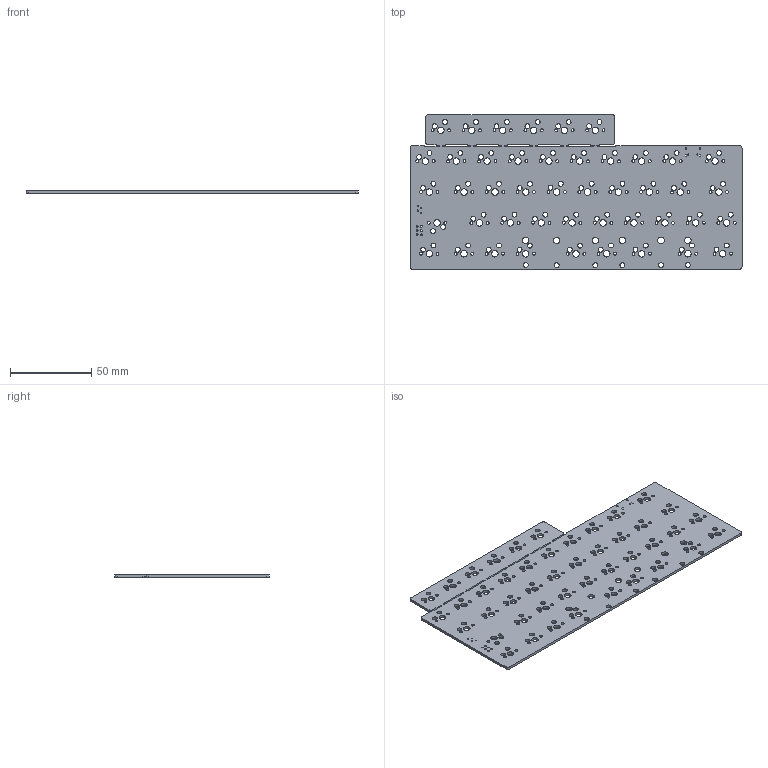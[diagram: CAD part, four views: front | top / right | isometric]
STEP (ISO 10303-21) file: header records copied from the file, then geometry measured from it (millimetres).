
FILE_DESCRIPTION(('KiCad electronic assembly'),'2;1');
FILE_NAME('qazivan_m.step','2022-03-03T07:16:50',('Pcbnew'),('Kicad'), 'Open CASCADE STEP processor 7.6','KiCad to STEP converter','Unknown' );
FILE_SCHEMA(('AUTOMOTIVE_DESIGN { 1 0 10303 214 1 1 1 1 }'));
Length unit declared in the file: millimetre
Products named in the file (2): qazivan_m 1; qazivan_m PCB
Assembly tree (1 placements, depth 2):
  qazivan_m 1
    qazivan_m PCB
Bounding box: 204.79 x 95.25 x 1.6 mm (x, y, z)
Volume: 25900.4 mm3; surface area: 37013.1 mm2
Topology: 1 solids, 1 shells, 355 faces, 1059 edges, 706 vertices
Faces by surface type: cylinder 323, plane 32
Full cylindrical faces by diameter (mm): 0.65 x2, 0.75 x4, 0.787 x12, 1 x6, 1.75 x90, 3 x90, 3.048 x6, 3.988 x51
Entity records: 27165 total; most frequent: DIRECTION 4489, CARTESIAN_POINT 4288, ORIENTED_EDGE 2118, PCURVE 2118, DEFINITIONAL_REPRESENTATION 2118, LINE 1837, VECTOR 1837, CIRCLE 1292
